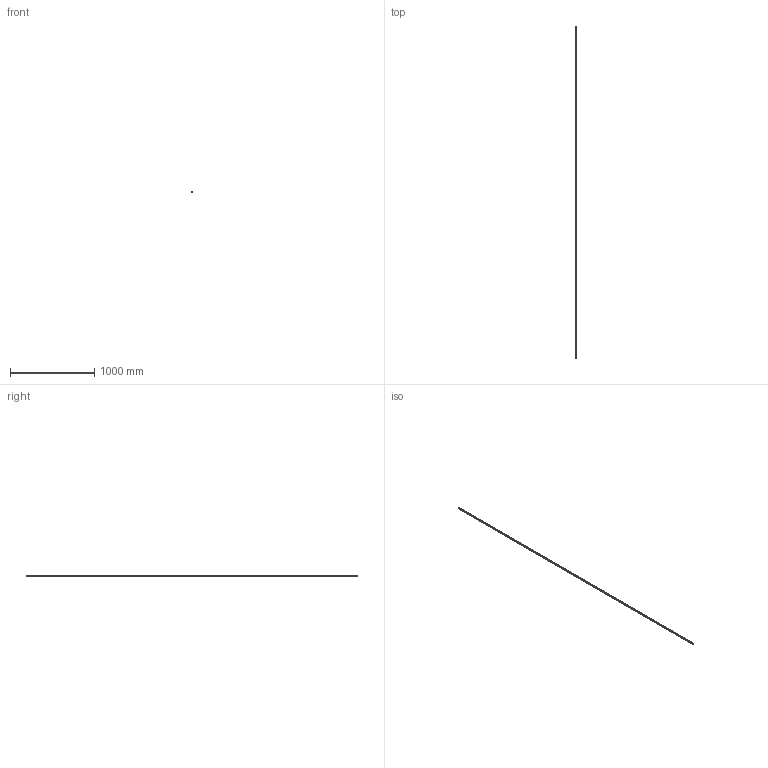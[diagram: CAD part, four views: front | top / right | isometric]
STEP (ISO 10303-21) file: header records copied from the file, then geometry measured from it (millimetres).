
FILE_DESCRIPTION(('STEP AP214'),'1');
FILE_NAME('cctmp_0642B610-2DD6-4198-9F88-C4802E47627B_2021_02_02_12_41_57_0302..stp','2021-02-02T11:41:57',('HIWIN GmbH'),('CADClick - www.CADClick.com'),'Spatial InterOp 3D',' ','unknown authorization');
FILE_SCHEMA(('AUTOMOTIVE_DESIGN'));
Length unit declared in the file: millimetre
Products named in the file (1): EGR15U3930C_FILE
Bounding box: 15 x 3930 x 12.5 mm (x, y, z)
Volume: 625891.7 mm3; surface area: 239345.9 mm2
Topology: 1 solids, 1 shells, 763 faces, 1875 edges, 1250 vertices
Faces by surface type: cylinder 414, plane 349
Entity records: 29229 total; most frequent: DIRECTION 4495, CARTESIAN_POINT 3889, ORIENTED_EDGE 3750, EDGE_CURVE 1875, AXIS2_PLACEMENT_3D 1856, VERTEX_POINT 1250, EDGE_LOOP 899, CIRCLE 828
